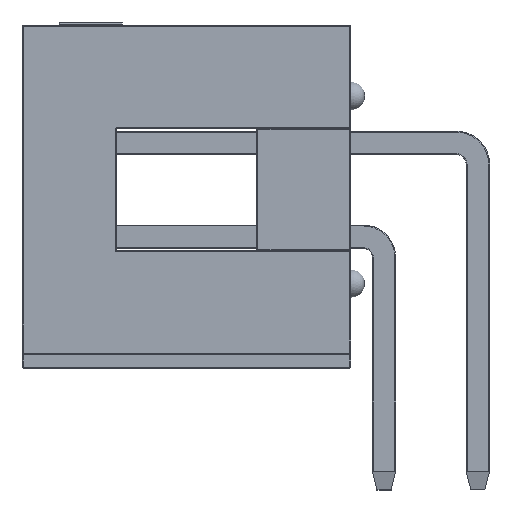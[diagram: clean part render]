
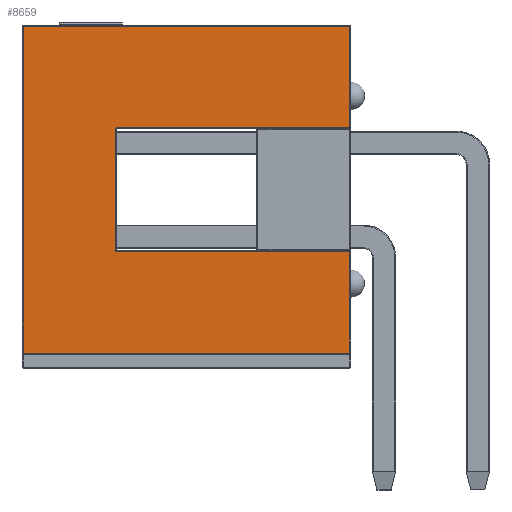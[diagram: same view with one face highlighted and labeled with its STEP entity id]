
A CAD part, front view. The second image highlights one B-rep face of the part: STEP entity #8659.
In plain terms, the highlighted face is planar.
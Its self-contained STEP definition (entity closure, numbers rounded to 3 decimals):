
#491=PLANE('',#9563);
#964=FACE_OUTER_BOUND('',#1499,.T.);
#1499=EDGE_LOOP('',(#7044,#7045,#7046,#7047,#7048,#7049,#7050,#7051,#7052,
#7053));
#1964=CIRCLE('',#9382,0.051);
#1998=CIRCLE('',#9431,0.051);
#2213=LINE('',#13512,#3006);
#2216=LINE('',#13551,#3009);
#2221=LINE('',#13579,#3014);
#2226=LINE('',#13601,#3019);
#2232=LINE('',#13631,#3025);
#2235=LINE('',#13635,#3028);
#2239=LINE('',#13641,#3032);
#2280=LINE('',#13703,#3073);
#3006=VECTOR('',#10841,10.);
#3009=VECTOR('',#10886,10.);
#3014=VECTOR('',#10919,10.);
#3019=VECTOR('',#10946,10.);
#3025=VECTOR('',#10982,10.);
#3028=VECTOR('',#10987,10.);
#3032=VECTOR('',#10995,10.);
#3073=VECTOR('',#11078,10.);
#3947=VERTEX_POINT('',#13274);
#3979=VERTEX_POINT('',#13448);
#3980=VERTEX_POINT('',#13450);
#4001=VERTEX_POINT('',#13507);
#4013=VERTEX_POINT('',#13542);
#4014=VERTEX_POINT('',#13543);
#4025=VERTEX_POINT('',#13574);
#4029=VERTEX_POINT('',#13594);
#4035=VERTEX_POINT('',#13614);
#4039=VERTEX_POINT('',#13622);
#4893=EDGE_CURVE('',#3979,#3980,#1964,.T.);
#4923=EDGE_CURVE('',#3947,#4001,#2213,.T.);
#4937=EDGE_CURVE('',#4013,#4014,#1998,.T.);
#4941=EDGE_CURVE('',#4014,#3979,#2216,.T.);
#4955=EDGE_CURVE('',#4001,#4025,#2221,.T.);
#4966=EDGE_CURVE('',#4029,#4013,#2226,.T.);
#4981=EDGE_CURVE('',#4035,#4039,#2232,.T.);
#4984=EDGE_CURVE('',#4039,#4029,#2235,.T.);
#4988=EDGE_CURVE('',#4025,#4035,#2239,.T.);
#5029=EDGE_CURVE('',#3980,#3947,#2280,.T.);
#7044=ORIENTED_EDGE('',*,*,#4981,.F.);
#7045=ORIENTED_EDGE('',*,*,#4988,.F.);
#7046=ORIENTED_EDGE('',*,*,#4955,.F.);
#7047=ORIENTED_EDGE('',*,*,#4923,.F.);
#7048=ORIENTED_EDGE('',*,*,#5029,.F.);
#7049=ORIENTED_EDGE('',*,*,#4893,.F.);
#7050=ORIENTED_EDGE('',*,*,#4941,.F.);
#7051=ORIENTED_EDGE('',*,*,#4937,.F.);
#7052=ORIENTED_EDGE('',*,*,#4966,.F.);
#7053=ORIENTED_EDGE('',*,*,#4984,.F.);
#8659=ADVANCED_FACE('',(#964),#491,.T.);
#9382=AXIS2_PLACEMENT_3D('',#13451,#10768,#10769);
#9431=AXIS2_PLACEMENT_3D('',#13544,#10876,#10877);
#9563=AXIS2_PLACEMENT_3D('',#14006,#11362,#11363);
#10768=DIRECTION('center_axis',(1.,0.,0.));
#10769=DIRECTION('ref_axis',(0.,-0.707,0.707));
#10841=DIRECTION('',(0.,-1.,0.));
#10876=DIRECTION('center_axis',(1.,0.,0.));
#10877=DIRECTION('ref_axis',(0.,0.707,0.707));
#10886=DIRECTION('',(0.,-1.,0.));
#10919=DIRECTION('',(0.,0.,1.));
#10946=DIRECTION('',(0.,0.,1.));
#10982=DIRECTION('',(0.,0.,-1.));
#10987=DIRECTION('',(0.,-1.,0.));
#10995=DIRECTION('',(0.,1.,0.));
#11078=DIRECTION('',(0.,0.,-1.));
#11362=DIRECTION('center_axis',(1.,0.,0.));
#11363=DIRECTION('ref_axis',(0.,1.,0.));
#13274=CARTESIAN_POINT('',(14.605,-1.676,0.025));
#13448=CARTESIAN_POINT('',(14.605,-1.626,6.375));
#13450=CARTESIAN_POINT('',(14.605,-1.676,6.325));
#13451=CARTESIAN_POINT('Origin',(14.605,-1.626,6.325));
#13507=CARTESIAN_POINT('',(14.605,-4.42,0.025));
#13512=CARTESIAN_POINT('',(14.605,-2.223,0.025));
#13542=CARTESIAN_POINT('',(14.605,1.676,6.325));
#13543=CARTESIAN_POINT('',(14.605,1.626,6.375));
#13544=CARTESIAN_POINT('Origin',(14.605,1.626,6.325));
#13551=CARTESIAN_POINT('',(14.605,-3.048,6.375));
#13574=CARTESIAN_POINT('',(14.605,-4.42,8.865));
#13579=CARTESIAN_POINT('',(14.605,-4.42,0.));
#13594=CARTESIAN_POINT('',(14.605,1.676,0.025));
#13601=CARTESIAN_POINT('',(14.605,1.676,3.175));
#13614=CARTESIAN_POINT('',(14.605,4.42,8.865));
#13622=CARTESIAN_POINT('',(14.605,4.42,0.025));
#13631=CARTESIAN_POINT('',(14.605,4.42,0.));
#13635=CARTESIAN_POINT('',(14.605,-2.223,0.025));
#13641=CARTESIAN_POINT('',(14.605,-2.223,8.865));
#13703=CARTESIAN_POINT('',(14.605,-1.676,0.));
#14006=CARTESIAN_POINT('Origin',(14.605,-4.445,0.));
